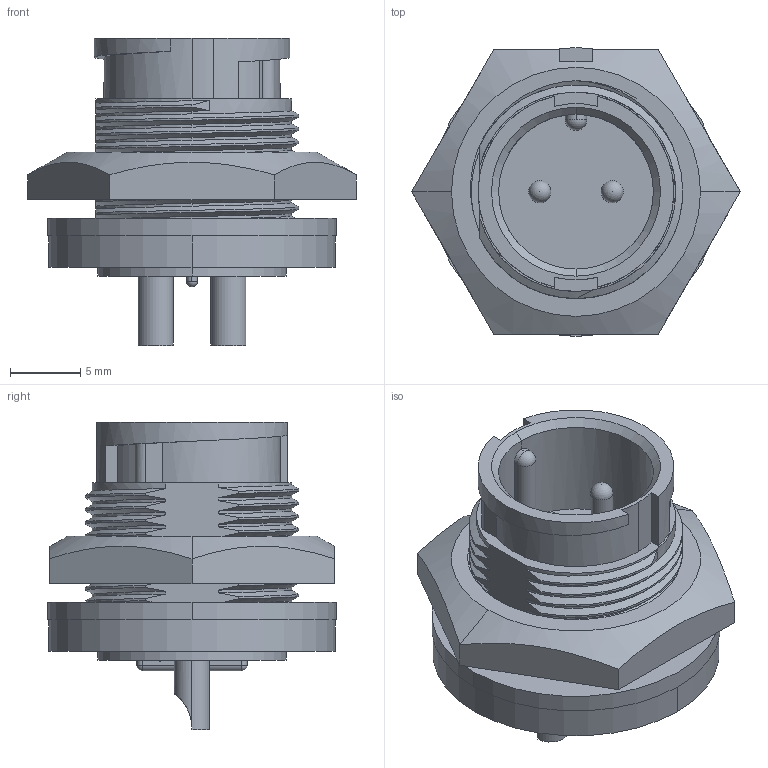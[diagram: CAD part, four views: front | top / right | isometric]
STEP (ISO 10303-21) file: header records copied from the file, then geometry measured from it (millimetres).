
FILE_DESCRIPTION (( 'STEP AP203' ), '1' );
FILE_NAME ('7382-2PG-300.STEP', '2014-02-12T16:58:02', ( '21FPBF1' ), ( 'Conxall' ), 'SwSTEP 2.0', 'SolidWorks 2012', '' );
FILE_SCHEMA (( 'CONFIG_CONTROL_DESIGN' ));
Length unit declared in the file: inch
Products named in the file (1): 7382-2PG-300
Bounding box: 23.46 x 20.62 x 21.92 mm (x, y, z)
Volume: 3122.1 mm3; surface area: 2916.1 mm2
Topology: 2 solids, 2 shells, 153 faces, 417 edges, 273 vertices
Faces by surface type: cylinder 82, plane 37, bspline 24, sphere 6, cone 4
Entity records: 11159 total; most frequent: CARTESIAN_POINT 7740, ORIENTED_EDGE 810, DIRECTION 567, EDGE_CURVE 405, VERTEX_POINT 267, AXIS2_PLACEMENT_3D 203, EDGE_LOOP 166, VECTOR 161
